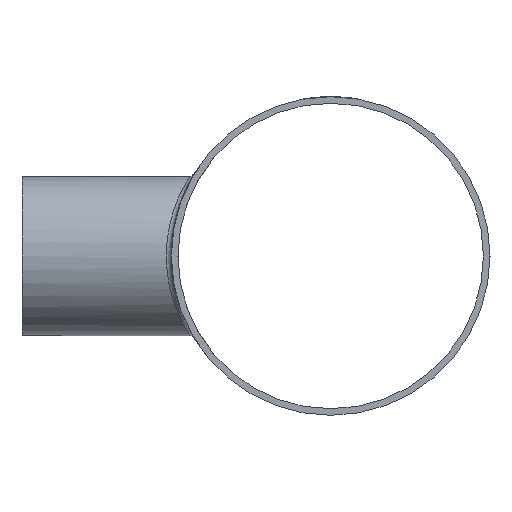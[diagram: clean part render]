
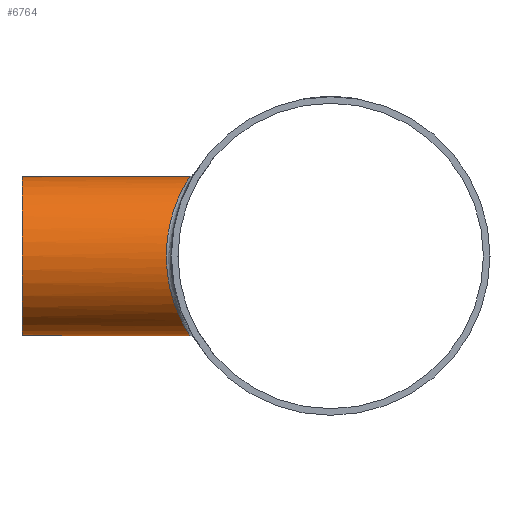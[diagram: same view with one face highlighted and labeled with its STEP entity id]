
A CAD part, left-side view. The second image highlights one B-rep face of the part: STEP entity #6764.
In plain terms, the highlighted cylindrical face has radius 25.4 mm (diameter 50.8 mm), a full revolution.
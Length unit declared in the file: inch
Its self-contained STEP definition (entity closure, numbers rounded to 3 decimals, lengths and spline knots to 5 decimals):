
#141=FACE_BOUND('',#1252,.T.);
#847=FACE_OUTER_BOUND('',#1251,.T.);
#1251=EDGE_LOOP('',(#6318));
#1252=EDGE_LOOP('',(#6319));
#1572=B_SPLINE_CURVE_WITH_KNOTS('',3,(#14413,#14414,#14415,#14416,#14417,
#14418,#14419,#14420,#14421,#14422,#14423,#14424,#14425,#14426,#14427,#14428,
#14429,#14430,#14431,#14432,#14433,#14434,#14435),.UNSPECIFIED.,.T.,.F.,
(4,1,1,1,1,1,1,1,1,1,1,1,1,1,1,1,1,1,1,1,4),(0.,0.55792,1.11583,
2.23166,2.97555,3.71944,4.46332,5.20721,
6.69499,7.43887,8.18276,8.92665,9.67053,
10.41442,11.15831,11.9022,12.64608,13.38997,
14.5058,15.06372,15.62163),.UNSPECIFIED.);
#2663=CIRCLE('',#7183,1.);
#3330=VERTEX_POINT('',#14411);
#3331=VERTEX_POINT('',#14437);
#4330=EDGE_CURVE('',#3330,#3330,#1572,.T.);
#4331=EDGE_CURVE('',#3331,#3331,#2663,.T.);
#6318=ORIENTED_EDGE('',*,*,#4331,.T.);
#6319=ORIENTED_EDGE('',*,*,#4330,.F.);
#6370=CYLINDRICAL_SURFACE('',#7182,1.);
#6764=ADVANCED_FACE('',(#847,#141),#6370,.T.);
#7182=AXIS2_PLACEMENT_3D('',#14436,#8501,#8502);
#7183=AXIS2_PLACEMENT_3D('',#14438,#8503,#8504);
#8501=DIRECTION('center_axis',(0.,-1.,0.));
#8502=DIRECTION('ref_axis',(1.,0.,0.));
#8503=DIRECTION('center_axis',(0.,-1.,0.));
#8504=DIRECTION('ref_axis',(1.,0.,0.));
#14411=CARTESIAN_POINT('',(0.,1.76777,1.));
#14413=CARTESIAN_POINT('Ctrl Pts',(0.,1.76776,
1.));
#14414=CARTESIAN_POINT('Ctrl Pts',(-0.0762,1.76776,
1.));
#14415=CARTESIAN_POINT('Ctrl Pts',(-0.2286,1.77917,
0.98242));
#14416=CARTESIAN_POINT('Ctrl Pts',(-0.51275,1.84051,
0.88098));
#14417=CARTESIAN_POINT('Ctrl Pts',(-0.76568,1.9421,
0.67831));
#14418=CARTESIAN_POINT('Ctrl Pts',(-0.94267,2.03094,0.37666));
#14419=CARTESIAN_POINT('Ctrl Pts',(-1.01277,2.06968,0.07772));
#14420=CARTESIAN_POINT('Ctrl Pts',(-0.98903,2.05615,-0.23066));
#14421=CARTESIAN_POINT('Ctrl Pts',(-0.83812,1.97641,
-0.60621));
#14422=CARTESIAN_POINT('Ctrl Pts',(-0.54161,1.84253,
-0.88132));
#14423=CARTESIAN_POINT('Ctrl Pts',(-0.15503,1.76536,
-1.00376));
#14424=CARTESIAN_POINT('Ctrl Pts',(0.155,1.76549,-1.00378));
#14425=CARTESIAN_POINT('Ctrl Pts',(0.44509,1.82298,-0.91193));
#14426=CARTESIAN_POINT('Ctrl Pts',(0.68971,1.90978,-0.74378));
#14427=CARTESIAN_POINT('Ctrl Pts',(0.87593,1.99617,-0.51232));
#14428=CARTESIAN_POINT('Ctrl Pts',(0.98897,2.05626,-0.23065));
#14429=CARTESIAN_POINT('Ctrl Pts',(1.0128,2.06963,0.07771));
#14430=CARTESIAN_POINT('Ctrl Pts',(0.94266,2.03096,0.37667));
#14431=CARTESIAN_POINT('Ctrl Pts',(0.76569,1.94209,0.67831));
#14432=CARTESIAN_POINT('Ctrl Pts',(0.51275,1.84052,0.88098));
#14433=CARTESIAN_POINT('Ctrl Pts',(0.22861,1.77917,0.98242));
#14434=CARTESIAN_POINT('Ctrl Pts',(0.0762,1.76776,1.));
#14435=CARTESIAN_POINT('Ctrl Pts',(0.,1.76776,
1.));
#14436=CARTESIAN_POINT('Origin',(0.,3.875,0.));
#14437=CARTESIAN_POINT('',(-1.,3.875,0.));
#14438=CARTESIAN_POINT('Origin',(0.,3.875,0.));
